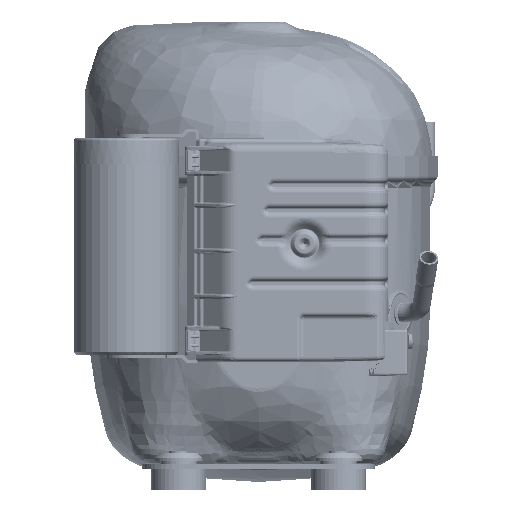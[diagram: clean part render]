
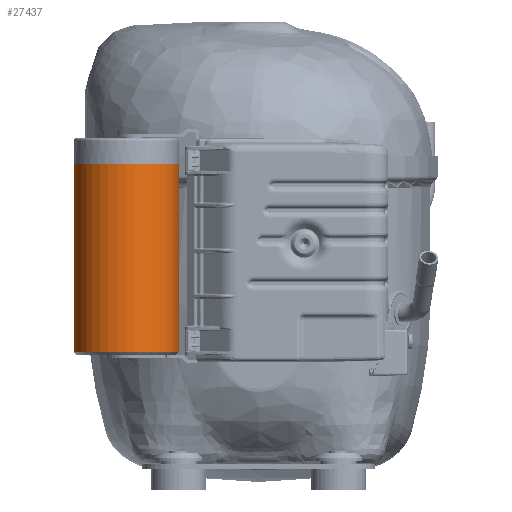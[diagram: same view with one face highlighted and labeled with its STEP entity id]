
A CAD part, front view. The second image highlights one B-rep face of the part: STEP entity #27437.
In plain terms, the highlighted cylindrical face has radius 23 mm (diameter 46 mm), a full revolution.
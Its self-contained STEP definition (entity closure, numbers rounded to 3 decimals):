
#21449=FACE_BOUND('',#40891,.T.);
#21450=FACE_BOUND('',#40892,.T.);
#27437=ADVANCED_FACE('',(#21449,#21450),#28763,.T.);
#28763=CYLINDRICAL_SURFACE('',#109118,23.);
#40891=EDGE_LOOP('',(#73012));
#40892=EDGE_LOOP('',(#73013));
#43685=CIRCLE('',#109115,23.);
#43686=CIRCLE('',#109117,23.);
#73012=ORIENTED_EDGE('',*,*,#97042,.T.);
#73013=ORIENTED_EDGE('',*,*,#97041,.T.);
#82360=VERTEX_POINT('',#265345);
#82361=VERTEX_POINT('',#265348);
#97041=EDGE_CURVE('',#82360,#82360,#43685,.T.);
#97042=EDGE_CURVE('',#82361,#82361,#43686,.T.);
#109115=AXIS2_PLACEMENT_3D('',#265344,#131177,#131178);
#109117=AXIS2_PLACEMENT_3D('',#265347,#131181,#131182);
#109118=AXIS2_PLACEMENT_3D('',#265349,#131183,#131184);
#131177=DIRECTION('',(0.,0.,-1.));
#131178=DIRECTION('',(0.,-1.,0.));
#131181=DIRECTION('',(0.,0.,1.));
#131182=DIRECTION('',(0.,1.,0.));
#131183=DIRECTION('',(0.,0.,1.));
#131184=DIRECTION('',(0.,1.,0.));
#265344=CARTESIAN_POINT('',(-58.053,-120.165,-3.711));
#265345=CARTESIAN_POINT('',(-58.053,-143.165,-3.711));
#265347=CARTESIAN_POINT('',(-58.053,-120.165,-86.211));
#265348=CARTESIAN_POINT('',(-58.053,-97.165,-86.211));
#265349=CARTESIAN_POINT('',(-58.053,-120.165,-88.711));
